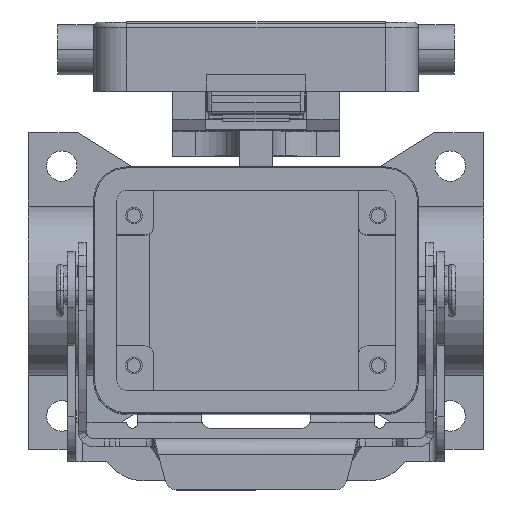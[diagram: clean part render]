
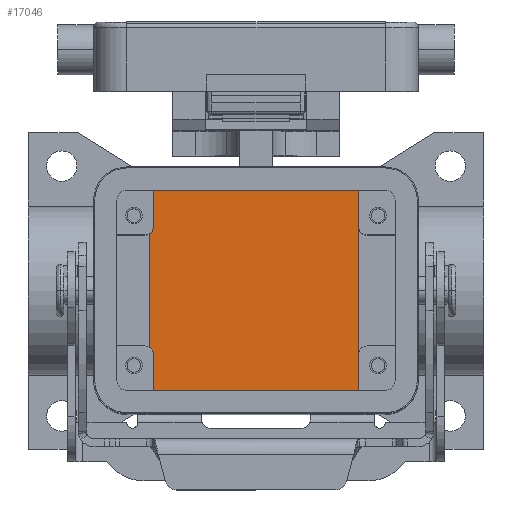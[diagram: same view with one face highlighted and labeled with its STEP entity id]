
A CAD part, top view. The second image highlights one B-rep face of the part: STEP entity #17046.
In plain terms, the highlighted planar face has unit normal (0, 0, 1).
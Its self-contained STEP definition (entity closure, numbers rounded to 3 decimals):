
#16973=CARTESIAN_POINT('',(0.0,0.,-62.0));
#16974=DIRECTION('',(0.0,0.0,1.0));
#16975=DIRECTION('',(1.0,0.0,0.0));
#16976=AXIS2_PLACEMENT_3D('',#16973,#16974,#16975);
#16977=PLANE('',#16976);
#16978=CARTESIAN_POINT('',(-19.25,10.201,-62.0));
#16979=VERTEX_POINT('',#16978);
#16980=CARTESIAN_POINT('',(-19.25,-10.201,-62.0));
#16981=VERTEX_POINT('',#16980);
#16982=CARTESIAN_POINT('',(-19.25,10.201,-62.0));
#16983=DIRECTION('',(0.0,-1.0,0.0));
#16984=VECTOR('',#16983,20.402);
#16985=LINE('',#16982,#16984);
#16986=EDGE_CURVE('',#16979,#16981,#16985,.T.);
#16987=ORIENTED_EDGE('',*,*,#16986,.T.);
#16988=CARTESIAN_POINT('',(-18.5,-11.5,-62.));
#16989=VERTEX_POINT('',#16988);
#16990=CARTESIAN_POINT('',(-20.0,-11.5,-62.0));
#16991=DIRECTION('',(0.0,0.0,-1.0));
#16992=DIRECTION('',(-1.0,0.0,0.0));
#16993=AXIS2_PLACEMENT_3D('',#16990,#16991,#16992);
#16994=CIRCLE('',#16993,1.5);
#16995=EDGE_CURVE('',#16981,#16989,#16994,.T.);
#16996=ORIENTED_EDGE('',*,*,#16995,.T.);
#16997=CARTESIAN_POINT('',(-18.5,-18.25,-62.));
#16998=VERTEX_POINT('',#16997);
#16999=CARTESIAN_POINT('',(-18.5,-11.5,-62.));
#17000=DIRECTION('',(0.0,-1.0,0.0));
#17001=VECTOR('',#17000,6.75);
#17002=LINE('',#16999,#17001);
#17003=EDGE_CURVE('',#16989,#16998,#17002,.T.);
#17004=ORIENTED_EDGE('',*,*,#17003,.T.);
#17005=CARTESIAN_POINT('',(18.5,-18.25,-62.));
#17006=VERTEX_POINT('',#17005);
#17007=CARTESIAN_POINT('',(-18.5,-18.25,-62.));
#17008=DIRECTION('',(1.0,0.0,0.0));
#17009=VECTOR('',#17008,37.0);
#17010=LINE('',#17007,#17009);
#17011=EDGE_CURVE('',#16998,#17006,#17010,.T.);
#17012=ORIENTED_EDGE('',*,*,#17011,.T.);
#17013=CARTESIAN_POINT('',(18.5,18.25,-62.));
#17014=VERTEX_POINT('',#17013);
#17015=CARTESIAN_POINT('',(18.5,-18.25,-62.));
#17016=DIRECTION('',(0.0,1.0,0.0));
#17017=VECTOR('',#17016,36.5);
#17018=LINE('',#17015,#17017);
#17019=EDGE_CURVE('',#17006,#17014,#17018,.T.);
#17020=ORIENTED_EDGE('',*,*,#17019,.T.);
#17021=CARTESIAN_POINT('',(-18.5,18.25,-62.));
#17022=VERTEX_POINT('',#17021);
#17023=CARTESIAN_POINT('',(18.5,18.25,-62.));
#17024=DIRECTION('',(-1.0,0.0,0.0));
#17025=VECTOR('',#17024,37.);
#17026=LINE('',#17023,#17025);
#17027=EDGE_CURVE('',#17014,#17022,#17026,.T.);
#17028=ORIENTED_EDGE('',*,*,#17027,.T.);
#17029=CARTESIAN_POINT('',(-18.5,11.5,-62.));
#17030=VERTEX_POINT('',#17029);
#17031=CARTESIAN_POINT('',(-18.5,18.25,-62.));
#17032=DIRECTION('',(0.0,-1.0,0.0));
#17033=VECTOR('',#17032,6.75);
#17034=LINE('',#17031,#17033);
#17035=EDGE_CURVE('',#17022,#17030,#17034,.T.);
#17036=ORIENTED_EDGE('',*,*,#17035,.T.);
#17037=CARTESIAN_POINT('',(-20.0,11.5,-62.0));
#17038=DIRECTION('',(0.0,0.0,-1.0));
#17039=DIRECTION('',(0.0,-1.0,0.0));
#17040=AXIS2_PLACEMENT_3D('',#17037,#17038,#17039);
#17041=CIRCLE('',#17040,1.5);
#17042=EDGE_CURVE('',#17030,#16979,#17041,.T.);
#17043=ORIENTED_EDGE('',*,*,#17042,.T.);
#17044=EDGE_LOOP('',(#16987,#16996,#17004,#17012,#17020,#17028,#17036,#17043));
#17045=FACE_OUTER_BOUND('',#17044,.T.);
#17046=ADVANCED_FACE('',(#17045),#16977,.T.);
